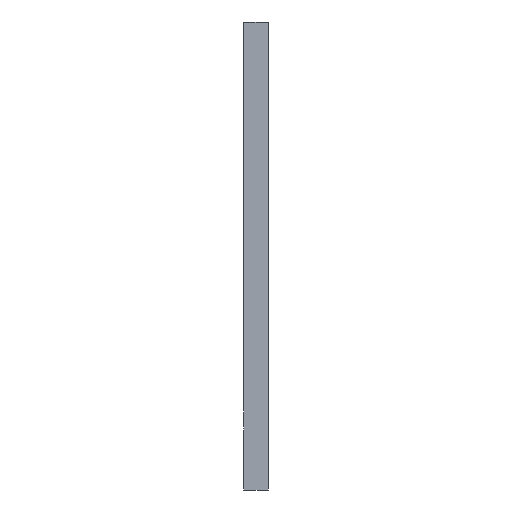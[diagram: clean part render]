
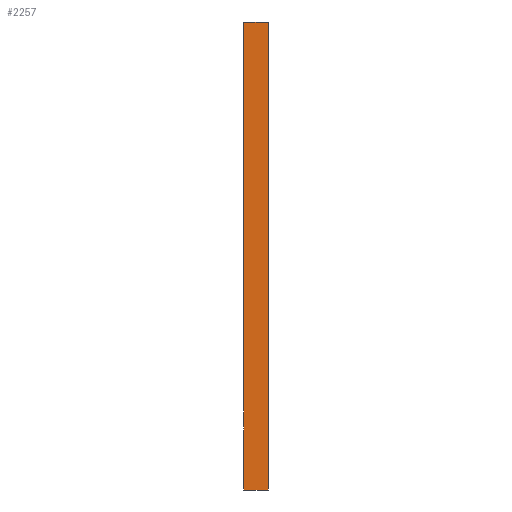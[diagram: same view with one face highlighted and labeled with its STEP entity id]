
A CAD part, front view. The second image highlights one B-rep face of the part: STEP entity #2257.
In plain terms, the highlighted planar face has unit normal (0, -1, 0).
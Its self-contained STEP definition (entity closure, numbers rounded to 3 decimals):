
#47 = VERTEX_POINT ( 'NONE', #1858 ) ;
#215 = DIRECTION ( 'NONE',  ( 0., 0., 1. ) ) ;
#331 = DIRECTION ( 'NONE',  ( 0., 0., -1. ) ) ;
#347 = AXIS2_PLACEMENT_3D ( 'NONE', #1015, #3439, #331 ) ;
#464 = DIRECTION ( 'NONE',  ( 1., 0., 0. ) ) ;
#657 = EDGE_CURVE ( 'NONE', #1974, #3161, #2363, .T. ) ;
#668 = PLANE ( 'NONE',  #347 ) ;
#733 = ORIENTED_EDGE ( 'NONE', *, *, #787, .F. ) ;
#767 = CARTESIAN_POINT ( 'NONE',  ( 24., 0., 2.5 ) ) ;
#787 = EDGE_CURVE ( 'NONE', #3223, #1974, #2750, .T. ) ;
#903 = CARTESIAN_POINT ( 'NONE',  ( -24., 0., -45.5 ) ) ;
#1004 = VECTOR ( 'NONE', #215, 1000. ) ;
#1015 = CARTESIAN_POINT ( 'NONE',  ( 0., 0., 0. ) ) ;
#1170 = ORIENTED_EDGE ( 'NONE', *, *, #3877, .F. ) ;
#1269 = CARTESIAN_POINT ( 'NONE',  ( -24., 0., 2.5 ) ) ;
#1300 = VECTOR ( 'NONE', #464, 1000. ) ;
#1394 = ORIENTED_EDGE ( 'NONE', *, *, #657, .F. ) ;
#1469 = VECTOR ( 'NONE', #3090, 1000. ) ;
#1701 = FACE_OUTER_BOUND ( 'NONE', #3098, .T. ) ;
#1858 = CARTESIAN_POINT ( 'NONE',  ( -21.5, 0., 2.5 ) ) ;
#1974 = VERTEX_POINT ( 'NONE', #4126 ) ;
#2079 = CARTESIAN_POINT ( 'NONE',  ( -21.5, 0., -45.5 ) ) ;
#2225 = EDGE_CURVE ( 'NONE', #47, #3223, #3635, .T. ) ;
#2226 = LINE ( 'NONE', #767, #1300 ) ;
#2257 = ADVANCED_FACE ( 'NONE', ( #1701 ), #668, .T. ) ;
#2363 = LINE ( 'NONE', #903, #1004 ) ;
#2406 = CARTESIAN_POINT ( 'NONE',  ( -21.5, 0., 0. ) ) ;
#2750 = LINE ( 'NONE', #4213, #3000 ) ;
#3000 = VECTOR ( 'NONE', #3849, 1000. ) ;
#3090 = DIRECTION ( 'NONE',  ( 0., 0., -1. ) ) ;
#3098 = EDGE_LOOP ( 'NONE', ( #3771, #1170, #1394, #733 ) ) ;
#3161 = VERTEX_POINT ( 'NONE', #1269 ) ;
#3223 = VERTEX_POINT ( 'NONE', #2079 ) ;
#3439 = DIRECTION ( 'NONE',  ( 0., -1., 0. ) ) ;
#3635 = LINE ( 'NONE', #2406, #1469 ) ;
#3771 = ORIENTED_EDGE ( 'NONE', *, *, #2225, .F. ) ;
#3849 = DIRECTION ( 'NONE',  ( -1., 0., 0. ) ) ;
#3877 = EDGE_CURVE ( 'NONE', #3161, #47, #2226, .T. ) ;
#4126 = CARTESIAN_POINT ( 'NONE',  ( -24., 0., -45.5 ) ) ;
#4213 = CARTESIAN_POINT ( 'NONE',  ( -21.5, 0., -45.5 ) ) ;
